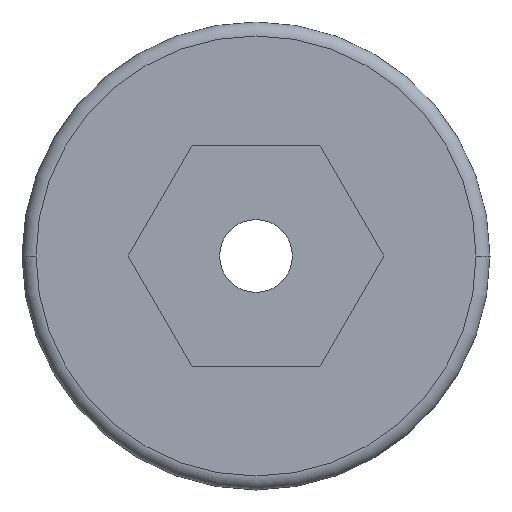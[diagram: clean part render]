
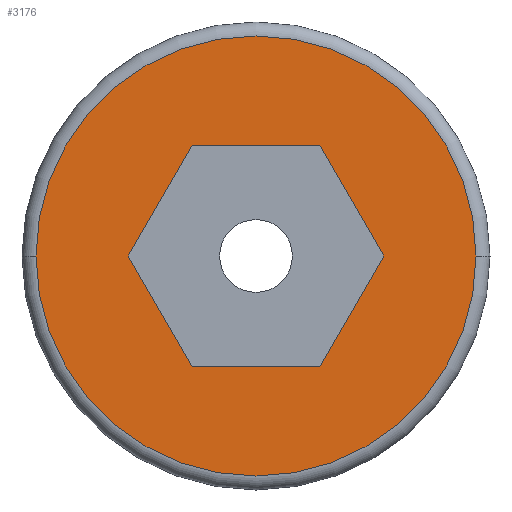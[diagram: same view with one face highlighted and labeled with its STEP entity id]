
A CAD part, left-side view. The second image highlights one B-rep face of the part: STEP entity #3176.
In plain terms, the highlighted planar face has unit normal (-1, 0, 0).
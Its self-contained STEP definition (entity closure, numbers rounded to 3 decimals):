
#1465=DIRECTION('',(0.,-0.5,0.866));
#1466=VECTOR('',#1465,2.321);
#1467=CARTESIAN_POINT('',(-4.91,2.321,0.));
#1468=LINE('',#1467,#1466);
#1469=DIRECTION('',(0.,0.5,0.866));
#1470=VECTOR('',#1469,2.321);
#1471=CARTESIAN_POINT('',(-4.91,1.16,-2.01));
#1472=LINE('',#1471,#1470);
#1473=DIRECTION('',(0.,1.,0.));
#1474=VECTOR('',#1473,2.321);
#1475=CARTESIAN_POINT('',(-4.91,-1.16,-2.01));
#1476=LINE('',#1475,#1474);
#1477=DIRECTION('',(0.,0.5,-0.866));
#1478=VECTOR('',#1477,2.321);
#1479=CARTESIAN_POINT('',(-4.91,-2.321,0.));
#1480=LINE('',#1479,#1478);
#1481=DIRECTION('',(0.,-0.5,-0.866));
#1482=VECTOR('',#1481,2.321);
#1483=CARTESIAN_POINT('',(-4.91,-1.16,2.01));
#1484=LINE('',#1483,#1482);
#1485=DIRECTION('',(0.,-1.,0.));
#1486=VECTOR('',#1485,2.321);
#1487=CARTESIAN_POINT('',(-4.91,1.16,2.01));
#1488=LINE('',#1487,#1486);
#1489=CARTESIAN_POINT('',(-4.91,0.,0.));
#1490=DIRECTION('',(-1.,0.,0.));
#1491=DIRECTION('',(0.,1.,0.));
#1492=AXIS2_PLACEMENT_3D('',#1489,#1490,#1491);
#1494=CARTESIAN_POINT('',(-4.91,0.,0.));
#1495=DIRECTION('',(-1.,0.,0.));
#1496=DIRECTION('',(0.,-1.,0.));
#1497=AXIS2_PLACEMENT_3D('',#1494,#1495,#1496);
#1648=CARTESIAN_POINT('',(-4.91,2.321,0.));
#1649=CARTESIAN_POINT('',(-4.91,1.16,2.01));
#1650=VERTEX_POINT('',#1648);
#1651=VERTEX_POINT('',#1649);
#1652=CARTESIAN_POINT('',(-4.91,-1.16,2.01));
#1653=VERTEX_POINT('',#1652);
#1654=CARTESIAN_POINT('',(-4.91,-2.321,0.));
#1655=VERTEX_POINT('',#1654);
#1656=CARTESIAN_POINT('',(-4.91,-1.16,-2.01));
#1657=VERTEX_POINT('',#1656);
#1658=CARTESIAN_POINT('',(-4.91,1.16,-2.01));
#1659=VERTEX_POINT('',#1658);
#1660=CARTESIAN_POINT('',(-4.91,3.996,0.));
#1661=CARTESIAN_POINT('',(-4.91,-3.996,0.));
#1662=VERTEX_POINT('',#1660);
#1663=VERTEX_POINT('',#1661);
#3152=CARTESIAN_POINT('',(-4.91,0.,0.));
#3153=DIRECTION('',(1.,0.,0.));
#3154=DIRECTION('',(0.,-1.,0.));
#3155=AXIS2_PLACEMENT_3D('',#3152,#3153,#3154);
#3156=PLANE('',#3155);
#3158=ORIENTED_EDGE('',*,*,#3157,.F.);
#3159=ORIENTED_EDGE('',*,*,#3142,.F.);
#3160=EDGE_LOOP('',(#3158,#3159));
#3161=FACE_OUTER_BOUND('',#3160,.F.);
#3163=ORIENTED_EDGE('',*,*,#3162,.F.);
#3165=ORIENTED_EDGE('',*,*,#3164,.F.);
#3167=ORIENTED_EDGE('',*,*,#3166,.F.);
#3169=ORIENTED_EDGE('',*,*,#3168,.F.);
#3171=ORIENTED_EDGE('',*,*,#3170,.F.);
#3173=ORIENTED_EDGE('',*,*,#3172,.F.);
#3174=EDGE_LOOP('',(#3163,#3165,#3167,#3169,#3171,#3173));
#3175=FACE_BOUND('',#3174,.F.);
#1493=CIRCLE('',#1492,3.996);
#1498=CIRCLE('',#1497,3.996);
#3142=EDGE_CURVE('',#1663,#1662,#1498,.T.);
#3157=EDGE_CURVE('',#1662,#1663,#1493,.T.);
#3162=EDGE_CURVE('',#1650,#1651,#1468,.T.);
#3164=EDGE_CURVE('',#1659,#1650,#1472,.T.);
#3166=EDGE_CURVE('',#1657,#1659,#1476,.T.);
#3168=EDGE_CURVE('',#1655,#1657,#1480,.T.);
#3170=EDGE_CURVE('',#1653,#1655,#1484,.T.);
#3172=EDGE_CURVE('',#1651,#1653,#1488,.T.);
#3176=ADVANCED_FACE('',(#3161,#3175),#3156,.F.);
